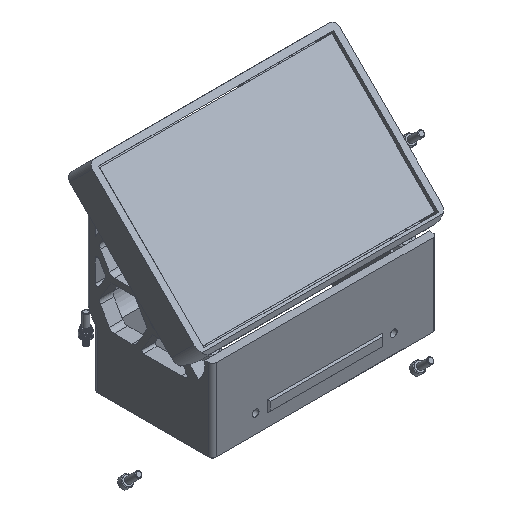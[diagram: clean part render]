
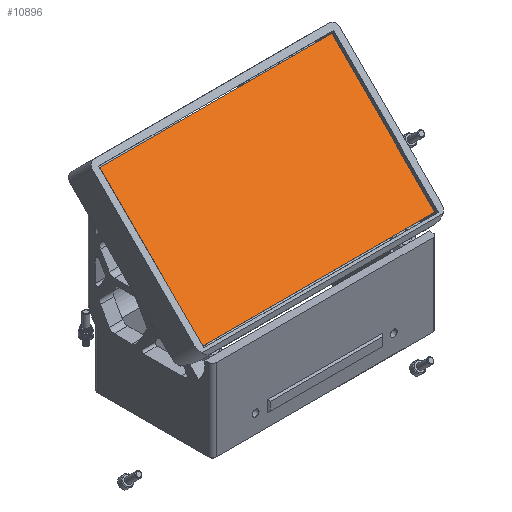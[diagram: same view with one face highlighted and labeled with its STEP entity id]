
A CAD part, isometric view. The second image highlights one B-rep face of the part: STEP entity #10896.
In plain terms, the highlighted face is planar.
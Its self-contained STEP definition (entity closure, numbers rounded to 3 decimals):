
#797=PLANE('',#11815);
#1184=FACE_OUTER_BOUND('',#1855,.T.);
#1855=EDGE_LOOP('',(#8425,#8426,#8427,#8428));
#3116=LINE('',#16802,#3983);
#3119=LINE('',#16808,#3986);
#3122=LINE('',#16814,#3989);
#3125=LINE('',#16818,#3992);
#3983=VECTOR('',#13724,10.);
#3986=VECTOR('',#13729,10.);
#3989=VECTOR('',#13734,10.);
#3992=VECTOR('',#13739,10.);
#4894=VERTEX_POINT('',#16799);
#4895=VERTEX_POINT('',#16801);
#4897=VERTEX_POINT('',#16807);
#4899=VERTEX_POINT('',#16813);
#6165=EDGE_CURVE('',#4895,#4894,#3116,.T.);
#6168=EDGE_CURVE('',#4897,#4895,#3119,.T.);
#6171=EDGE_CURVE('',#4899,#4897,#3122,.T.);
#6174=EDGE_CURVE('',#4894,#4899,#3125,.T.);
#8425=ORIENTED_EDGE('',*,*,#6174,.T.);
#8426=ORIENTED_EDGE('',*,*,#6171,.T.);
#8427=ORIENTED_EDGE('',*,*,#6168,.T.);
#8428=ORIENTED_EDGE('',*,*,#6165,.T.);
#10896=ADVANCED_FACE('',(#1184),#797,.T.);
#11815=AXIS2_PLACEMENT_3D('',#16820,#13742,#13743);
#13724=DIRECTION('',(-1.,0.,0.));
#13729=DIRECTION('',(0.,-1.,0.));
#13734=DIRECTION('',(1.,0.,0.));
#13739=DIRECTION('',(0.,1.,0.));
#13742=DIRECTION('center_axis',(0.,0.,-1.));
#13743=DIRECTION('ref_axis',(-1.,0.,0.));
#16799=CARTESIAN_POINT('',(0.,0.,-7.5));
#16801=CARTESIAN_POINT('',(121.,0.,-7.5));
#16802=CARTESIAN_POINT('',(0.,0.,-7.5));
#16807=CARTESIAN_POINT('',(121.,76.,-7.5));
#16808=CARTESIAN_POINT('',(121.,0.,-7.5));
#16813=CARTESIAN_POINT('',(0.,76.,-7.5));
#16814=CARTESIAN_POINT('',(121.,76.,-7.5));
#16818=CARTESIAN_POINT('',(0.,76.,-7.5));
#16820=CARTESIAN_POINT('Origin',(60.5,38.,-7.5));
